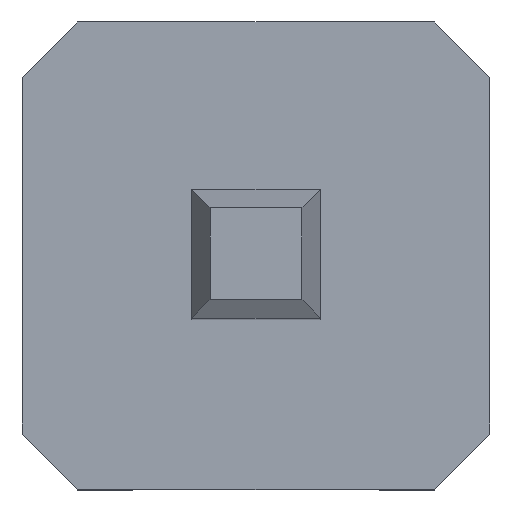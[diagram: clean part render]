
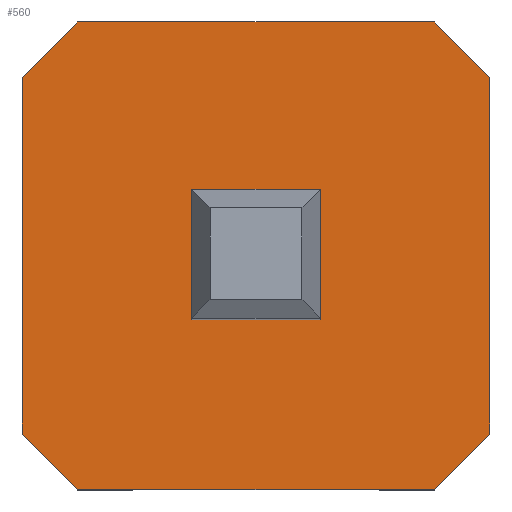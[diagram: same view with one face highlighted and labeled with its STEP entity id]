
A CAD part, top view. The second image highlights one B-rep face of the part: STEP entity #560.
In plain terms, the highlighted planar face has unit normal (0, 0, 1).
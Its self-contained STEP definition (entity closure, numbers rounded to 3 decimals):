
#16=FACE_BOUND('',#68,.T.);
#34=FACE_OUTER_BOUND('',#67,.T.);
#67=EDGE_LOOP('',(#439,#440,#441,#442,#443,#444,#445,#446));
#68=EDGE_LOOP('',(#447,#448,#449,#450));
#112=LINE('',#832,#188);
#122=LINE('',#851,#198);
#125=LINE('',#857,#201);
#128=LINE('',#863,#204);
#130=LINE('',#866,#206);
#131=LINE('',#869,#207);
#132=LINE('',#871,#208);
#133=LINE('',#872,#209);
#134=LINE('',#875,#210);
#135=LINE('',#877,#211);
#136=LINE('',#879,#212);
#137=LINE('',#880,#213);
#188=VECTOR('',#682,1.94);
#198=VECTOR('',#696,1.94);
#201=VECTOR('',#701,0.424);
#204=VECTOR('',#706,1.94);
#206=VECTOR('',#710,0.424);
#207=VECTOR('',#713,0.424);
#208=VECTOR('',#714,1.94);
#209=VECTOR('',#715,0.424);
#210=VECTOR('',#716,0.7);
#211=VECTOR('',#717,0.7);
#212=VECTOR('',#718,0.7);
#213=VECTOR('',#719,0.7);
#254=VERTEX_POINT('',#829);
#255=VERTEX_POINT('',#831);
#260=VERTEX_POINT('',#844);
#262=VERTEX_POINT('',#849);
#264=VERTEX_POINT('',#854);
#266=VERTEX_POINT('',#860);
#267=VERTEX_POINT('',#868);
#268=VERTEX_POINT('',#870);
#269=VERTEX_POINT('',#873);
#270=VERTEX_POINT('',#874);
#271=VERTEX_POINT('',#876);
#272=VERTEX_POINT('',#878);
#312=EDGE_CURVE('',#254,#255,#112,.T.);
#322=EDGE_CURVE('',#262,#260,#122,.T.);
#325=EDGE_CURVE('',#264,#260,#125,.T.);
#328=EDGE_CURVE('',#264,#266,#128,.T.);
#330=EDGE_CURVE('',#254,#266,#130,.T.);
#331=EDGE_CURVE('',#262,#267,#131,.T.);
#332=EDGE_CURVE('',#268,#267,#132,.T.);
#333=EDGE_CURVE('',#268,#255,#133,.T.);
#334=EDGE_CURVE('',#269,#270,#134,.T.);
#335=EDGE_CURVE('',#270,#271,#135,.T.);
#336=EDGE_CURVE('',#271,#272,#136,.T.);
#337=EDGE_CURVE('',#272,#269,#137,.T.);
#439=ORIENTED_EDGE('',*,*,#325,.T.);
#440=ORIENTED_EDGE('',*,*,#322,.F.);
#441=ORIENTED_EDGE('',*,*,#331,.T.);
#442=ORIENTED_EDGE('',*,*,#332,.F.);
#443=ORIENTED_EDGE('',*,*,#333,.T.);
#444=ORIENTED_EDGE('',*,*,#312,.F.);
#445=ORIENTED_EDGE('',*,*,#330,.T.);
#446=ORIENTED_EDGE('',*,*,#328,.F.);
#447=ORIENTED_EDGE('',*,*,#334,.T.);
#448=ORIENTED_EDGE('',*,*,#335,.T.);
#449=ORIENTED_EDGE('',*,*,#336,.T.);
#450=ORIENTED_EDGE('',*,*,#337,.T.);
#528=PLANE('',#612);
#560=ADVANCED_FACE('',(#34,#16),#528,.T.);
#612=AXIS2_PLACEMENT_3D('',#867,#711,#712);
#682=DIRECTION('',(1.,0.,0.));
#696=DIRECTION('',(-1.,0.,0.));
#701=DIRECTION('',(0.707,-0.707,0.));
#706=DIRECTION('',(0.,1.,0.));
#710=DIRECTION('',(-0.707,-0.707,0.));
#711=DIRECTION('center_axis',(0.,0.,1.));
#712=DIRECTION('ref_axis',(1.,0.,0.));
#713=DIRECTION('',(0.707,0.707,0.));
#714=DIRECTION('',(0.,-1.,0.));
#715=DIRECTION('',(-0.707,0.707,0.));
#716=DIRECTION('',(0.,-1.,0.));
#717=DIRECTION('',(-1.,0.,0.));
#718=DIRECTION('',(0.,1.,0.));
#719=DIRECTION('',(1.,0.,0.));
#829=CARTESIAN_POINT('',(-0.97,1.27,2.5));
#831=CARTESIAN_POINT('',(0.97,1.27,2.5));
#832=CARTESIAN_POINT('',(-0.97,1.27,2.5));
#844=CARTESIAN_POINT('',(-0.97,-1.27,2.5));
#849=CARTESIAN_POINT('',(0.97,-1.27,2.5));
#851=CARTESIAN_POINT('',(0.97,-1.27,2.5));
#854=CARTESIAN_POINT('',(-1.27,-0.97,2.5));
#857=CARTESIAN_POINT('',(-1.27,-0.97,2.5));
#860=CARTESIAN_POINT('',(-1.27,0.97,2.5));
#863=CARTESIAN_POINT('',(-1.27,-0.97,2.5));
#866=CARTESIAN_POINT('',(-0.97,1.27,2.5));
#867=CARTESIAN_POINT('Origin',(0.,0.,2.5));
#868=CARTESIAN_POINT('',(1.27,-0.97,2.5));
#869=CARTESIAN_POINT('',(0.97,-1.27,2.5));
#870=CARTESIAN_POINT('',(1.27,0.97,2.5));
#871=CARTESIAN_POINT('',(1.27,0.97,2.5));
#872=CARTESIAN_POINT('',(1.27,0.97,2.5));
#873=CARTESIAN_POINT('',(0.35,0.35,2.5));
#874=CARTESIAN_POINT('',(0.35,-0.35,2.5));
#875=CARTESIAN_POINT('',(0.35,0.35,2.5));
#876=CARTESIAN_POINT('',(-0.35,-0.35,2.5));
#877=CARTESIAN_POINT('',(0.35,-0.35,2.5));
#878=CARTESIAN_POINT('',(-0.35,0.35,2.5));
#879=CARTESIAN_POINT('',(-0.35,-0.35,2.5));
#880=CARTESIAN_POINT('',(-0.35,0.35,2.5));
